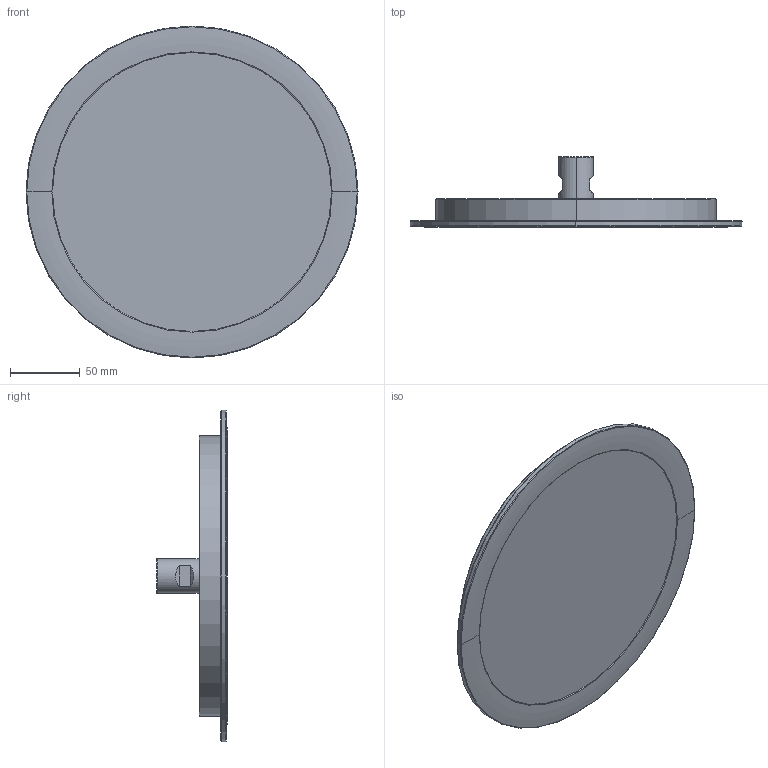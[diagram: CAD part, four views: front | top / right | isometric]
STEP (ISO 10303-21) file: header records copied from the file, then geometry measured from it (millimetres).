
FILE_DESCRIPTION (( 'STEP AP203' ), '1' );
FILE_NAME ('232080+59914277.STEP', '2017-11-15T13:16:00', ( '' ), ( '' ), 'SwSTEP 2.0', 'SolidWorks 2016', '' );
FILE_SCHEMA (( 'CONFIG_CONTROL_DESIGN' ));
Length unit declared in the file: millimetre
Products named in the file (1): 232080+59914277
Bounding box: 238.1 x 50.51 x 238.1 mm (x, y, z)
Volume: 692734.6 mm3; surface area: 104956.3 mm2
Topology: 1 solids, 2 shells, 40 faces, 80 edges, 48 vertices
Faces by surface type: torus 16, plane 12, cylinder 4, cone 4, sphere 4
Entity records: 1131 total; most frequent: DIRECTION 218, CARTESIAN_POINT 181, ORIENTED_EDGE 160, AXIS2_PLACEMENT_3D 101, EDGE_CURVE 80, CIRCLE 60, VERTEX_POINT 48, EDGE_LOOP 44
